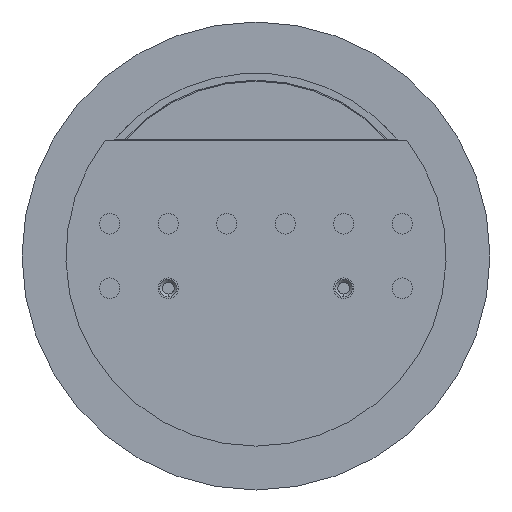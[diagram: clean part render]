
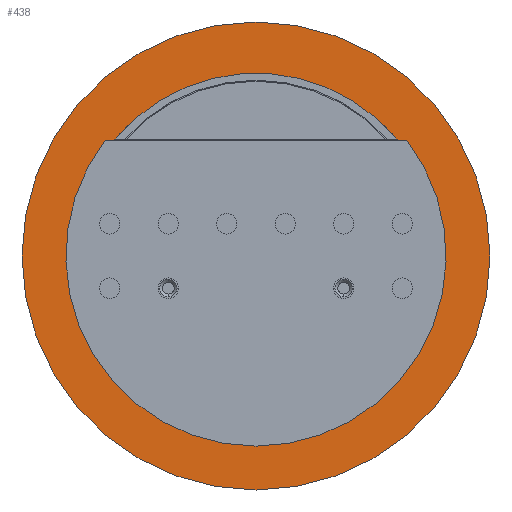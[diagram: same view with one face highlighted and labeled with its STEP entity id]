
A CAD part, front view. The second image highlights one B-rep face of the part: STEP entity #438.
In plain terms, the highlighted planar face has unit normal (0, -1, 0).
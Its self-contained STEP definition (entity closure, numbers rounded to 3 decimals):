
#82 = EDGE_CURVE ( 'Defeature ausgef�hrt4_14+Defeature ausgef�hrt4_12+Defeature ausgef�hrt4_11+Defeature ausgef�hrt4_22', #2812, #4276, #5414, .T. ) ;
#115 = CARTESIAN_POINT ( 'NONE',  ( 5.162, 0.5, 3.95 ) ) ;
#206 = CARTESIAN_POINT ( 'NONE',  ( 6.5, 0.5, 3.95 ) ) ;
#223 = CARTESIAN_POINT ( 'NONE',  ( -5.162, 0.5, 3.95 ) ) ;
#279 = DIRECTION ( 'NONE',  ( 0., 1., 0. ) ) ;
#369 = CARTESIAN_POINT ( 'NONE',  ( 0., 0.5, 0. ) ) ;
#370 = VERTEX_POINT ( 'NONE', #5411 ) ;
#411 = AXIS2_PLACEMENT_3D ( 'NONE', #890, #4988, #4542 ) ;
#416 = PLANE ( 'NONE',  #4587 ) ;
#419 = ORIENTED_EDGE ( 'NONE', *, *, #3674, .T. ) ;
#438 = ADVANCED_FACE ( 'Defeature ausgef�hrt4_14', ( #1915, #4332 ), #416, .F. ) ;
#482 = DIRECTION ( 'NONE',  ( -1., 0., 0. ) ) ;
#559 = ORIENTED_EDGE ( 'NONE', *, *, #5472, .F. ) ;
#615 = VECTOR ( 'NONE', #2065, 1000. ) ;
#665 = CARTESIAN_POINT ( 'NONE',  ( 6.5, 0.5, 3.95 ) ) ;
#731 = AXIS2_PLACEMENT_3D ( 'NONE', #369, #5454, #5420 ) ;
#733 = EDGE_LOOP ( 'NONE', ( #559, #4416, #3028, #419, #4528, #4752 ) ) ;
#848 = DIRECTION ( 'NONE',  ( 0., 0., -1. ) ) ;
#890 = CARTESIAN_POINT ( 'NONE',  ( 0., 0.5, 0. ) ) ;
#1188 = AXIS2_PLACEMENT_3D ( 'NONE', #4559, #3237, #482 ) ;
#1407 = CARTESIAN_POINT ( 'NONE',  ( 4.844, 0.5, 3.95 ) ) ;
#1429 = DIRECTION ( 'NONE',  ( -1., 0., 0. ) ) ;
#1793 = VERTEX_POINT ( 'NONE', #5042 ) ;
#1800 = VERTEX_POINT ( 'NONE', #4603 ) ;
#1915 = FACE_OUTER_BOUND ( 'NONE', #3894, .T. ) ;
#2038 = AXIS2_PLACEMENT_3D ( 'NONE', #3065, #4419, #848 ) ;
#2065 = DIRECTION ( 'NONE',  ( -1., 0., 0. ) ) ;
#2263 = CARTESIAN_POINT ( 'NONE',  ( 0., 0.5, -8. ) ) ;
#2305 = AXIS2_PLACEMENT_3D ( 'NONE', #5528, #4636, #1429 ) ;
#2581 = EDGE_CURVE ( 'Defeature ausgef�hrt4_14+Defeature ausgef�hrt4_16+Defeature ausgef�hrt4_16+Defeature ausgef�hrt4_16', #3731, #1800, #4713, .T. ) ;
#2628 = EDGE_CURVE ( 'Defeature ausgef�hrt4_14+Defeature ausgef�hrt4_16+Defeature ausgef�hrt4_16+Defeature ausgef�hrt4_16', #1800, #3731, #3368, .T. ) ;
#2633 = DIRECTION ( 'NONE',  ( 0., 0., -1. ) ) ;
#2743 = VERTEX_POINT ( 'NONE', #115 ) ;
#2778 = CIRCLE ( 'NONE', #411, 6.25 ) ;
#2812 = VERTEX_POINT ( 'NONE', #5150 ) ;
#2903 = CIRCLE ( 'NONE', #731, 6.5 ) ;
#2917 = CIRCLE ( 'NONE', #2038, 6.25 ) ;
#2929 = LINE ( 'NONE', #206, #4986 ) ;
#3028 = ORIENTED_EDGE ( 'NONE', *, *, #4167, .T. ) ;
#3065 = CARTESIAN_POINT ( 'NONE',  ( 0., 0.5, 0. ) ) ;
#3237 = DIRECTION ( 'NONE',  ( 0., -1., 0. ) ) ;
#3322 = DIRECTION ( 'NONE',  ( 1., 0., 0. ) ) ;
#3368 = CIRCLE ( 'NONE', #1188, 8. ) ;
#3381 = AXIS2_PLACEMENT_3D ( 'NONE', #5299, #279, #2633 ) ;
#3435 = EDGE_CURVE ( 'Defeature ausgef�hrt4_22+Defeature ausgef�hrt4_14+Defeature ausgef�hrt4_25+Defeature ausgef�hrt4_12', #2743, #4276, #2929, .T. ) ;
#3494 = ORIENTED_EDGE ( 'NONE', *, *, #2628, .T. ) ;
#3674 = EDGE_CURVE ( 'Defeature ausgef�hrt4_14+Defeature ausgef�hrt4_11+Defeature ausgef�hrt4_13+Defeature ausgef�hrt4_12', #1793, #2812, #2778, .T. ) ;
#3731 = VERTEX_POINT ( 'NONE', #5534 ) ;
#3894 = EDGE_LOOP ( 'NONE', ( #5154, #3494 ) ) ;
#4065 = EDGE_CURVE ( 'Defeature ausgef�hrt4_22+Defeature ausgef�hrt4_14+Defeature ausgef�hrt4_13+Defeature ausgef�hrt4_25', #370, #5213, #5913, .T. ) ;
#4167 = EDGE_CURVE ( 'Defeature ausgef�hrt4_14+Defeature ausgef�hrt4_13+Defeature ausgef�hrt4_22+Defeature ausgef�hrt4_11', #370, #1793, #2917, .T. ) ;
#4276 = VERTEX_POINT ( 'NONE', #1407 ) ;
#4332 = FACE_BOUND ( 'NONE', #733, .T. ) ;
#4416 = ORIENTED_EDGE ( 'NONE', *, *, #4065, .F. ) ;
#4419 = DIRECTION ( 'NONE',  ( 0., 1., 0. ) ) ;
#4528 = ORIENTED_EDGE ( 'NONE', *, *, #82, .T. ) ;
#4542 = DIRECTION ( 'NONE',  ( 0., 0., 1. ) ) ;
#4559 = CARTESIAN_POINT ( 'NONE',  ( 0., 0.5, 0. ) ) ;
#4587 = AXIS2_PLACEMENT_3D ( 'NONE', #2263, #5446, #3322 ) ;
#4603 = CARTESIAN_POINT ( 'NONE',  ( 8., 0.5, 0. ) ) ;
#4636 = DIRECTION ( 'NONE',  ( 0., -1., 0. ) ) ;
#4713 = CIRCLE ( 'NONE', #2305, 8. ) ;
#4752 = ORIENTED_EDGE ( 'NONE', *, *, #3435, .F. ) ;
#4792 = DIRECTION ( 'NONE',  ( -1., 0., 0. ) ) ;
#4986 = VECTOR ( 'NONE', #4792, 1000. ) ;
#4988 = DIRECTION ( 'NONE',  ( 0., 1., 0. ) ) ;
#5042 = CARTESIAN_POINT ( 'NONE',  ( -4.802, 0.5, 4. ) ) ;
#5150 = CARTESIAN_POINT ( 'NONE',  ( 4.802, 0.5, 4. ) ) ;
#5154 = ORIENTED_EDGE ( 'NONE', *, *, #2581, .T. ) ;
#5213 = VERTEX_POINT ( 'NONE', #223 ) ;
#5299 = CARTESIAN_POINT ( 'NONE',  ( 0., 0.5, 0. ) ) ;
#5411 = CARTESIAN_POINT ( 'NONE',  ( -4.844, 0.5, 3.95 ) ) ;
#5414 = CIRCLE ( 'NONE', #3381, 6.25 ) ;
#5420 = DIRECTION ( 'NONE',  ( 0., 0., 1. ) ) ;
#5446 = DIRECTION ( 'NONE',  ( 0., 1., 0. ) ) ;
#5454 = DIRECTION ( 'NONE',  ( 0., -1., 0. ) ) ;
#5472 = EDGE_CURVE ( 'Defeature ausgef�hrt4_25+Defeature ausgef�hrt4_14+Defeature ausgef�hrt4_22+Defeature ausgef�hrt4_22', #5213, #2743, #2903, .T. ) ;
#5528 = CARTESIAN_POINT ( 'NONE',  ( 0., 0.5, 0. ) ) ;
#5534 = CARTESIAN_POINT ( 'NONE',  ( -8., 0.5, 0. ) ) ;
#5913 = LINE ( 'NONE', #665, #615 ) ;
